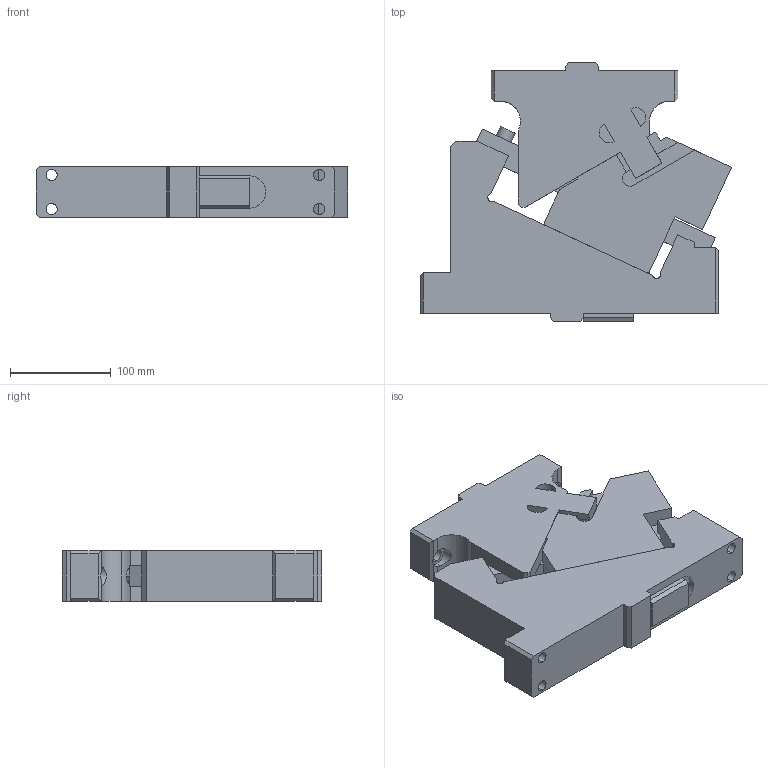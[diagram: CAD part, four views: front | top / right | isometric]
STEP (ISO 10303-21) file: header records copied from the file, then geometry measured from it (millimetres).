
FILE_DESCRIPTION(('CATIA V5 STEP Exchange'),'2;1');
FILE_NAME('CDCP_50_25_60.stp','2016-09-23T08:10:56+00:00',('none'),('none'),'CATIA Version 5 Release 20 GA (IN-10)','CATIA V5 STEP AP203','none');
FILE_SCHEMA(('CONFIG_CONTROL_DESIGN'));
Length unit declared in the file: millimetre
Products named in the file (1): CDCP-50-25-60
Bounding box: 308.07 x 257 x 50 mm (x, y, z)
Volume: 2673932.1 mm3; surface area: 255200.2 mm2
Topology: 3 solids, 3 shells, 153 faces, 429 edges, 282 vertices
Faces by surface type: plane 116, cylinder 36, cone 1
Entity records: 5317 total; most frequent: CARTESIAN_POINT 1395, ORIENTED_EDGE 858, DIRECTION 690, EDGE_CURVE 429, VECTOR 343, LINE 343, VERTEX_POINT 282, AXIS2_PLACEMENT_3D 198
